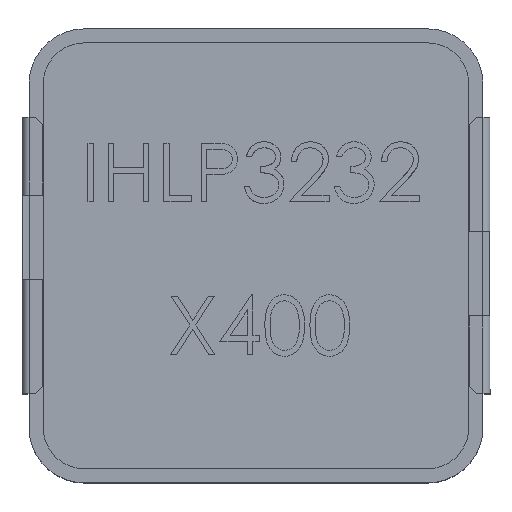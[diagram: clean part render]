
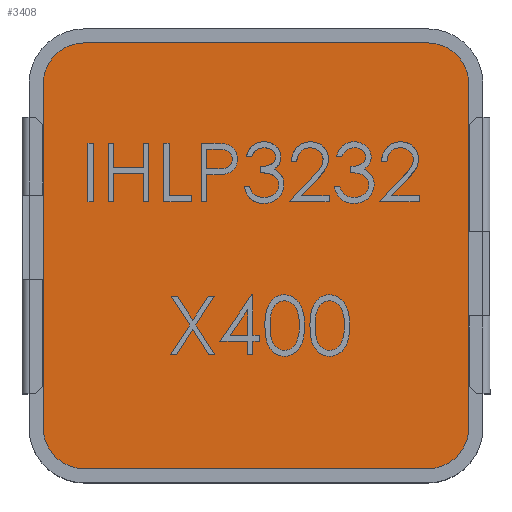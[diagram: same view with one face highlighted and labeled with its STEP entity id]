
A CAD part, top view. The second image highlights one B-rep face of the part: STEP entity #3408.
In plain terms, the highlighted face is planar.
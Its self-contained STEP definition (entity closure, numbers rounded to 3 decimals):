
#38=CIRCLE('',#3610,0.746);
#39=CIRCLE('',#3611,0.746);
#40=CIRCLE('',#3612,0.746);
#41=CIRCLE('',#3613,0.746);
#225=LINE('',#10407,#563);
#226=LINE('',#10411,#564);
#227=LINE('',#10415,#565);
#228=LINE('',#10419,#566);
#563=VECTOR('',#3982,1000.);
#564=VECTOR('',#3985,1000.);
#565=VECTOR('',#3988,1000.);
#566=VECTOR('',#3991,1000.);
#943=FACE_OUTER_BOUND('',#1158,.T.);
#1158=EDGE_LOOP('',(#2660,#2661,#2662,#2663,#2664,#2665,#2666,#2667));
#1539=VERTEX_POINT('',#10405);
#1540=VERTEX_POINT('',#10406);
#1541=VERTEX_POINT('',#10408);
#1542=VERTEX_POINT('',#10410);
#1543=VERTEX_POINT('',#10412);
#1544=VERTEX_POINT('',#10414);
#1545=VERTEX_POINT('',#10416);
#1546=VERTEX_POINT('',#10418);
#1937=EDGE_CURVE('',#1539,#1540,#225,.T.);
#1938=EDGE_CURVE('',#1541,#1539,#38,.T.);
#1939=EDGE_CURVE('',#1542,#1541,#226,.T.);
#1940=EDGE_CURVE('',#1543,#1542,#39,.T.);
#1941=EDGE_CURVE('',#1544,#1543,#227,.T.);
#1942=EDGE_CURVE('',#1545,#1544,#40,.T.);
#1943=EDGE_CURVE('',#1546,#1545,#228,.T.);
#1944=EDGE_CURVE('',#1540,#1546,#41,.T.);
#2660=ORIENTED_EDGE('',*,*,#1937,.F.);
#2661=ORIENTED_EDGE('',*,*,#1938,.F.);
#2662=ORIENTED_EDGE('',*,*,#1939,.F.);
#2663=ORIENTED_EDGE('',*,*,#1940,.F.);
#2664=ORIENTED_EDGE('',*,*,#1941,.F.);
#2665=ORIENTED_EDGE('',*,*,#1942,.F.);
#2666=ORIENTED_EDGE('',*,*,#1943,.F.);
#2667=ORIENTED_EDGE('',*,*,#1944,.F.);
#3223=PLANE('',#3609);
#3408=ADVANCED_FACE('',(#943),#3223,.F.);
#3609=AXIS2_PLACEMENT_3D('',#10404,#3980,#3981);
#3610=AXIS2_PLACEMENT_3D('',#10409,#3983,#3984);
#3611=AXIS2_PLACEMENT_3D('',#10413,#3986,#3987);
#3612=AXIS2_PLACEMENT_3D('',#10417,#3989,#3990);
#3613=AXIS2_PLACEMENT_3D('',#10420,#3992,#3993);
#3980=DIRECTION('center_axis',(0.,-1.,0.));
#3981=DIRECTION('ref_axis',(0.,0.,-1.));
#3982=DIRECTION('',(1.,0.,0.));
#3983=DIRECTION('center_axis',(0.,-1.,0.));
#3984=DIRECTION('ref_axis',(0.,0.,1.));
#3985=DIRECTION('',(0.,0.,-1.));
#3986=DIRECTION('center_axis',(0.,-1.,0.));
#3987=DIRECTION('ref_axis',(0.,0.,1.));
#3988=DIRECTION('',(-1.,0.,0.));
#3989=DIRECTION('center_axis',(0.,-1.,0.));
#3990=DIRECTION('ref_axis',(0.,0.,1.));
#3991=DIRECTION('',(0.,0.,1.));
#3992=DIRECTION('center_axis',(0.,-1.,0.));
#3993=DIRECTION('ref_axis',(0.,0.,1.));
#10404=CARTESIAN_POINT('Origin',(3.1,3.87,-3.1));
#10405=CARTESIAN_POINT('',(-3.1,3.87,-3.846));
#10406=CARTESIAN_POINT('',(3.1,3.87,-3.846));
#10407=CARTESIAN_POINT('',(3.1,3.87,-3.846));
#10408=CARTESIAN_POINT('',(-3.846,3.87,-3.1));
#10409=CARTESIAN_POINT('Origin',(-3.1,3.87,-3.1));
#10410=CARTESIAN_POINT('',(-3.846,3.87,3.1));
#10411=CARTESIAN_POINT('',(-3.846,3.87,-3.1));
#10412=CARTESIAN_POINT('',(-3.1,3.87,3.846));
#10413=CARTESIAN_POINT('Origin',(-3.1,3.87,3.1));
#10414=CARTESIAN_POINT('',(3.1,3.87,3.846));
#10415=CARTESIAN_POINT('',(3.1,3.87,3.846));
#10416=CARTESIAN_POINT('',(3.846,3.87,3.1));
#10417=CARTESIAN_POINT('Origin',(3.1,3.87,3.1));
#10418=CARTESIAN_POINT('',(3.846,3.87,-3.1));
#10419=CARTESIAN_POINT('',(3.846,3.87,-3.1));
#10420=CARTESIAN_POINT('Origin',(3.1,3.87,-3.1));
